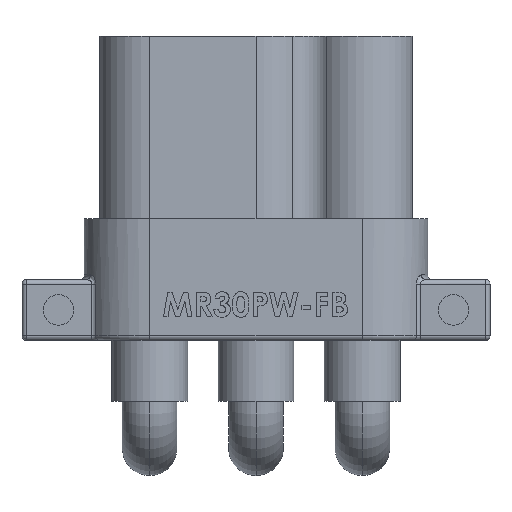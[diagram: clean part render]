
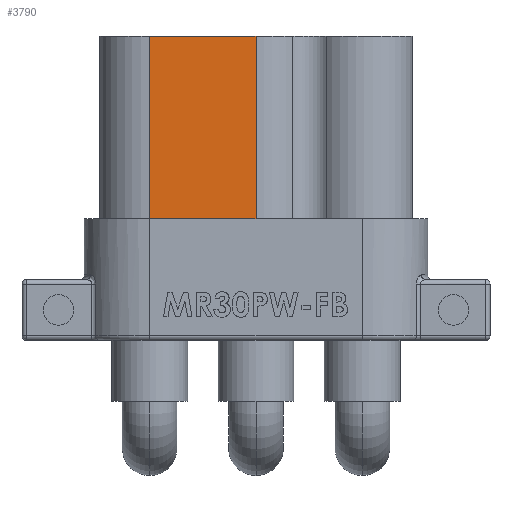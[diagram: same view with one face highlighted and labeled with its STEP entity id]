
A CAD part, front view. The second image highlights one B-rep face of the part: STEP entity #3790.
In plain terms, the highlighted planar face has unit normal (0, -1, 0).
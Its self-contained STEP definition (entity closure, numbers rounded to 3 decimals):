
#12 = VERTEX_POINT ( 'NONE', #9815 ) ;
#152 = VECTOR ( 'NONE', #2351, 1000. ) ;
#521 = LINE ( 'NONE', #12450, #5458 ) ;
#1153 = AXIS2_PLACEMENT_3D ( 'NONE', #12910, #12841, #13173 ) ;
#1717 = VERTEX_POINT ( 'NONE', #13036 ) ;
#2122 = ORIENTED_EDGE ( 'NONE', *, *, #6170, .T. ) ;
#2197 = DIRECTION ( 'NONE',  ( 1., 0., 0. ) ) ;
#2351 = DIRECTION ( 'NONE',  ( 1., 0., 0. ) ) ;
#3102 = LINE ( 'NONE', #7366, #12875 ) ;
#3417 = LINE ( 'NONE', #12125, #152 ) ;
#3464 = FACE_OUTER_BOUND ( 'NONE', #12566, .T. ) ;
#3643 = CARTESIAN_POINT ( 'NONE',  ( 0., -1.65, 0. ) ) ;
#3790 = ADVANCED_FACE ( 'NONE', ( #3464 ), #11834, .F. ) ;
#4815 = DIRECTION ( 'NONE',  ( 0., 0., -1. ) ) ;
#5106 = EDGE_CURVE ( 'NONE', #1717, #12, #521, .T. ) ;
#5287 = VERTEX_POINT ( 'NONE', #3643 ) ;
#5383 = CARTESIAN_POINT ( 'NONE',  ( 0., -1.65, 6. ) ) ;
#5458 = VECTOR ( 'NONE', #4815, 1000. ) ;
#6170 = EDGE_CURVE ( 'NONE', #12, #5287, #9816, .T. ) ;
#6394 = VERTEX_POINT ( 'NONE', #5383 ) ;
#7366 = CARTESIAN_POINT ( 'NONE',  ( 0., -1.65, 0. ) ) ;
#7709 = EDGE_CURVE ( 'NONE', #1717, #6394, #3417, .T. ) ;
#9078 = ORIENTED_EDGE ( 'NONE', *, *, #5106, .T. ) ;
#9335 = EDGE_CURVE ( 'NONE', #5287, #6394, #3102, .T. ) ;
#9815 = CARTESIAN_POINT ( 'NONE',  ( -3.5, -1.65, 0. ) ) ;
#9816 = LINE ( 'NONE', #11836, #10172 ) ;
#10172 = VECTOR ( 'NONE', #2197, 1000. ) ;
#10717 = ORIENTED_EDGE ( 'NONE', *, *, #7709, .F. ) ;
#11290 = ORIENTED_EDGE ( 'NONE', *, *, #9335, .T. ) ;
#11834 = PLANE ( 'NONE',  #1153 ) ;
#11836 = CARTESIAN_POINT ( 'NONE',  ( -3.5, -1.65, 0. ) ) ;
#12125 = CARTESIAN_POINT ( 'NONE',  ( -3.5, -1.65, 6. ) ) ;
#12450 = CARTESIAN_POINT ( 'NONE',  ( -3.5, -1.65, 6. ) ) ;
#12566 = EDGE_LOOP ( 'NONE', ( #11290, #10717, #9078, #2122 ) ) ;
#12841 = DIRECTION ( 'NONE',  ( 0., 1., 0. ) ) ;
#12875 = VECTOR ( 'NONE', #13886, 1000. ) ;
#12910 = CARTESIAN_POINT ( 'NONE',  ( -3.5, -1.65, 6. ) ) ;
#13036 = CARTESIAN_POINT ( 'NONE',  ( -3.5, -1.65, 6. ) ) ;
#13173 = DIRECTION ( 'NONE',  ( -1., 0., 0. ) ) ;
#13886 = DIRECTION ( 'NONE',  ( 0., 0., 1. ) ) ;
